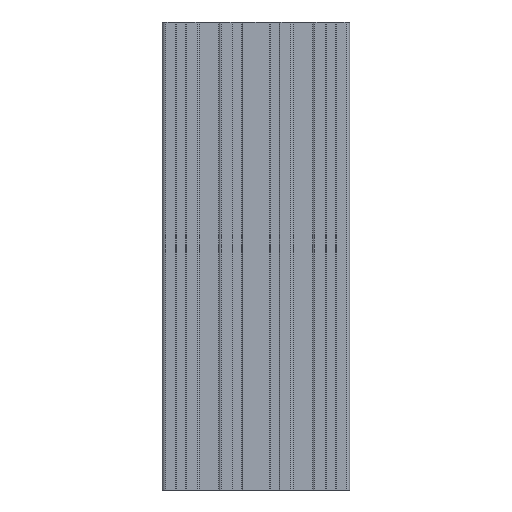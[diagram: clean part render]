
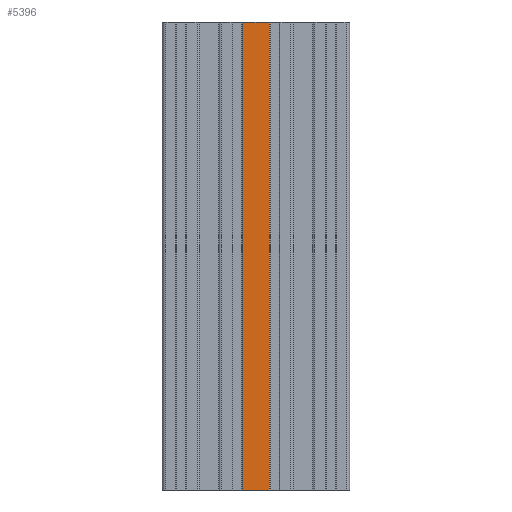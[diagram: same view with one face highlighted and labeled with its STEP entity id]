
A CAD part, left-side view. The second image highlights one B-rep face of the part: STEP entity #5396.
In plain terms, the highlighted planar face has unit normal (-1, 0, 0).
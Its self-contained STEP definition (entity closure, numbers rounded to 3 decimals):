
#257 = ORIENTED_EDGE ( 'NONE', *, *, #7436, .F. ) ;
#600 = DIRECTION ( 'NONE',  ( 1., 0., 0. ) ) ;
#1999 = ORIENTED_EDGE ( 'NONE', *, *, #13430, .T. ) ;
#2306 = LINE ( 'NONE', #3274, #5269 ) ;
#2367 = DIRECTION ( 'NONE',  ( 0., -1., 0. ) ) ;
#3274 = CARTESIAN_POINT ( 'NONE',  ( 1613.621, 600.972, 200. ) ) ;
#3421 = CARTESIAN_POINT ( 'NONE',  ( 1613.621, 600.972, 0. ) ) ;
#4573 = VERTEX_POINT ( 'NONE', #3421 ) ;
#5126 = LINE ( 'NONE', #18667, #12383 ) ;
#5269 = VECTOR ( 'NONE', #6205, 1000. ) ;
#5396 = ADVANCED_FACE ( 'NONE', ( #7010 ), #12168, .F. ) ;
#5424 = VERTEX_POINT ( 'NONE', #18142 ) ;
#5434 = CARTESIAN_POINT ( 'NONE',  ( 1613.621, 600.972, 200. ) ) ;
#5840 = VECTOR ( 'NONE', #2367, 1000. ) ;
#6205 = DIRECTION ( 'NONE',  ( 0., 0., -1. ) ) ;
#7010 = FACE_OUTER_BOUND ( 'NONE', #8490, .T. ) ;
#7078 = DIRECTION ( 'NONE',  ( 0., -1., 0. ) ) ;
#7436 = EDGE_CURVE ( 'NONE', #17442, #5424, #9688, .T. ) ;
#8490 = EDGE_LOOP ( 'NONE', ( #16967, #13989, #257, #1999 ) ) ;
#9046 = EDGE_CURVE ( 'NONE', #5424, #15828, #13252, .T. ) ;
#9399 = VECTOR ( 'NONE', #18826, 1000. ) ;
#9611 = CARTESIAN_POINT ( 'NONE',  ( 1613.621, 600.972, 200. ) ) ;
#9688 = LINE ( 'NONE', #9611, #5840 ) ;
#10371 = AXIS2_PLACEMENT_3D ( 'NONE', #15099, #600, #10759 ) ;
#10759 = DIRECTION ( 'NONE',  ( 0., 1., 0. ) ) ;
#11531 = CARTESIAN_POINT ( 'NONE',  ( 1613.621, 589.772, 200. ) ) ;
#12168 = PLANE ( 'NONE',  #10371 ) ;
#12383 = VECTOR ( 'NONE', #7078, 1000. ) ;
#13252 = LINE ( 'NONE', #11531, #9399 ) ;
#13430 = EDGE_CURVE ( 'NONE', #17442, #4573, #2306, .T. ) ;
#13989 = ORIENTED_EDGE ( 'NONE', *, *, #9046, .F. ) ;
#15099 = CARTESIAN_POINT ( 'NONE',  ( 1613.621, 595.372, 200. ) ) ;
#15828 = VERTEX_POINT ( 'NONE', #17038 ) ;
#16849 = EDGE_CURVE ( 'NONE', #4573, #15828, #5126, .T. ) ;
#16967 = ORIENTED_EDGE ( 'NONE', *, *, #16849, .T. ) ;
#17038 = CARTESIAN_POINT ( 'NONE',  ( 1613.621, 589.772, 0. ) ) ;
#17442 = VERTEX_POINT ( 'NONE', #5434 ) ;
#18142 = CARTESIAN_POINT ( 'NONE',  ( 1613.621, 589.772, 200. ) ) ;
#18667 = CARTESIAN_POINT ( 'NONE',  ( 1613.621, 595.372, 0. ) ) ;
#18826 = DIRECTION ( 'NONE',  ( 0., 0., -1. ) ) ;
